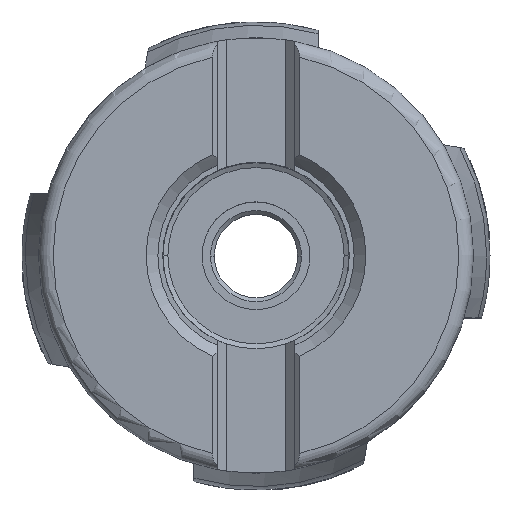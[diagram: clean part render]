
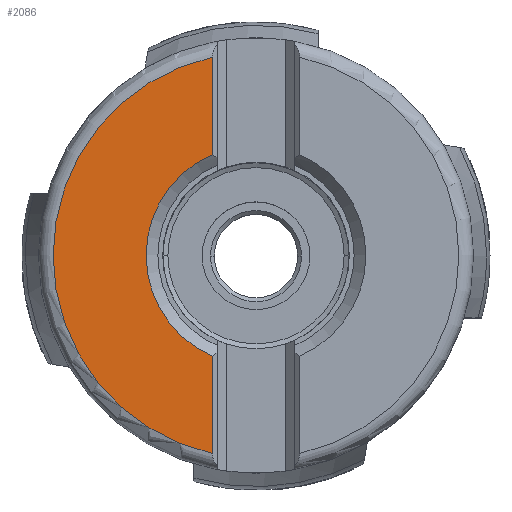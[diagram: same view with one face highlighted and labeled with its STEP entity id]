
A CAD part, top view. The second image highlights one B-rep face of the part: STEP entity #2086.
In plain terms, the highlighted planar face has unit normal (0, 0, 1).
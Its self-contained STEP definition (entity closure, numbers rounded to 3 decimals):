
#354=PLANE('',#11828);
#722=LINE('',#23204,#1200);
#723=LINE('',#23208,#1201);
#1200=VECTOR('',#14156,1.);
#1201=VECTOR('',#14161,1.);
#2086=ADVANCED_FACE('',(#2725),#354,.T.);
#2725=FACE_OUTER_BOUND('',#3319,.T.);
#3319=EDGE_LOOP('',(#6352,#6353,#6354,#6355));
#3798=CIRCLE('',#11820,11.225);
#3801=CIRCLE('',#11827,20.725);
#6352=ORIENTED_EDGE('',*,*,#9918,.F.);
#6353=ORIENTED_EDGE('',*,*,#9919,.F.);
#6354=ORIENTED_EDGE('',*,*,#9920,.F.);
#6355=ORIENTED_EDGE('',*,*,#9906,.F.);
#8400=VERTEX_POINT('',#23157);
#8401=VERTEX_POINT('',#23159);
#8408=VERTEX_POINT('',#23203);
#8409=VERTEX_POINT('',#23207);
#9906=EDGE_CURVE('',#8400,#8401,#3798,.T.);
#9918=EDGE_CURVE('',#8408,#8400,#722,.T.);
#9919=EDGE_CURVE('',#8409,#8408,#3801,.T.);
#9920=EDGE_CURVE('',#8401,#8409,#723,.T.);
#11820=AXIS2_PLACEMENT_3D('',#23158,#14138,#14139);
#11827=AXIS2_PLACEMENT_3D('',#23206,#14159,#14160);
#11828=AXIS2_PLACEMENT_3D('',#23209,#14162,#14163);
#14138=DIRECTION('',(0.,0.,1.));
#14139=DIRECTION('',(-0.398,0.917,0.));
#14156=DIRECTION('',(0.,-1.,0.));
#14159=DIRECTION('',(0.,0.,-1.));
#14160=DIRECTION('',(-0.216,-0.976,0.));
#14161=DIRECTION('',(0.,-1.,0.));
#14162=DIRECTION('',(0.,0.,1.));
#14163=DIRECTION('',(-1.,0.,0.));
#23157=CARTESIAN_POINT('',(-4.47,10.297,0.));
#23158=CARTESIAN_POINT('',(0.,0.,0.));
#23159=CARTESIAN_POINT('',(-4.47,-10.297,0.));
#23203=CARTESIAN_POINT('',(-4.47,20.237,0.));
#23204=CARTESIAN_POINT('',(-4.47,20.237,0.));
#23206=CARTESIAN_POINT('',(0.,0.,0.));
#23207=CARTESIAN_POINT('',(-4.47,-20.237,0.));
#23208=CARTESIAN_POINT('',(-4.47,-10.297,0.));
#23209=CARTESIAN_POINT('',(-12.597,0.,0.));
